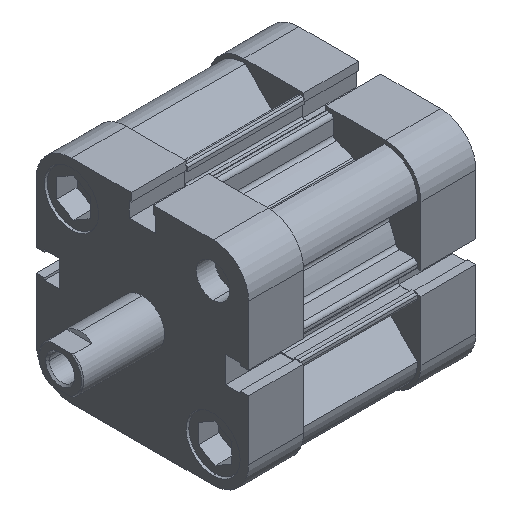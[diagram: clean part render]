
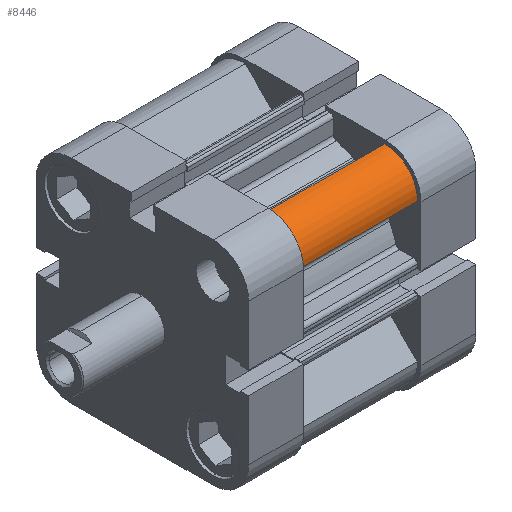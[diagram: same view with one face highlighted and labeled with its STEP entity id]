
A CAD part, isometric view. The second image highlights one B-rep face of the part: STEP entity #8446.
In plain terms, the highlighted cylindrical face has radius 8.5 mm (diameter 17 mm), a partial arc.
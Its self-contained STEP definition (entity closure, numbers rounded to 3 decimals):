
#1030 = CARTESIAN_POINT ( 'NONE',  ( 19., -19., 31.5 ) ) ;
#1051 = DIRECTION ( 'NONE',  ( 0., 0., -1. ) ) ;
#1053 = DIRECTION ( 'NONE',  ( -1., 0., 0. ) ) ;
#1555 = EDGE_CURVE ( 'NONE', #3660, #3808, #8159, .T. ) ;
#1650 = EDGE_CURVE ( 'NONE', #3660, #7627, #9640, .T. ) ;
#1710 = EDGE_CURVE ( 'NONE', #3808, #8312, #9546, .T. ) ;
#1717 = EDGE_CURVE ( 'NONE', #7627, #8312, #9453, .T. ) ;
#2231 = AXIS2_PLACEMENT_3D ( 'NONE', #5927, #5942, #6207 ) ;
#2323 = AXIS2_PLACEMENT_3D ( 'NONE', #6098, #7555, #7557 ) ;
#2563 = AXIS2_PLACEMENT_3D ( 'NONE', #1030, #1051, #1053 ) ;
#3660 = VERTEX_POINT ( 'NONE', #4510 ) ;
#3808 = VERTEX_POINT ( 'NONE', #5088 ) ;
#4510 = CARTESIAN_POINT ( 'NONE',  ( 18.654, -27.493, 31.5 ) ) ;
#5033 = CARTESIAN_POINT ( 'NONE',  ( 27.493, -18.654, 0. ) ) ;
#5088 = CARTESIAN_POINT ( 'NONE',  ( 27.493, -18.654, 31.5 ) ) ;
#5237 = CARTESIAN_POINT ( 'NONE',  ( 18.654, -27.493, 0. ) ) ;
#5407 = FACE_OUTER_BOUND ( 'NONE', #7864, .T. ) ;
#5415 = CYLINDRICAL_SURFACE ( 'NONE', #2563, 8.5 ) ;
#5927 = CARTESIAN_POINT ( 'NONE',  ( 19., -19., 0. ) ) ;
#5942 = DIRECTION ( 'NONE',  ( 0., 0., 1. ) ) ;
#6098 = CARTESIAN_POINT ( 'NONE',  ( 19., -19., 31.5 ) ) ;
#6113 = CARTESIAN_POINT ( 'NONE',  ( 27.493, -18.654, 31.5 ) ) ;
#6186 = DIRECTION ( 'NONE',  ( 0., 0., -1. ) ) ;
#6207 = DIRECTION ( 'NONE',  ( -1., 0., 0. ) ) ;
#6878 = CARTESIAN_POINT ( 'NONE',  ( 18.654, -27.493, 31.5 ) ) ;
#7373 = DIRECTION ( 'NONE',  ( 0., 0., -1. ) ) ;
#7555 = DIRECTION ( 'NONE',  ( 0., 0., 1. ) ) ;
#7557 = DIRECTION ( 'NONE',  ( -1., 0., 0. ) ) ;
#7573 = ORIENTED_EDGE ( 'NONE', *, *, #1717, .T. ) ;
#7574 = ORIENTED_EDGE ( 'NONE', *, *, #1555, .F. ) ;
#7575 = ORIENTED_EDGE ( 'NONE', *, *, #1650, .T. ) ;
#7581 = ORIENTED_EDGE ( 'NONE', *, *, #1710, .F. ) ;
#7627 = VERTEX_POINT ( 'NONE', #5237 ) ;
#7864 = EDGE_LOOP ( 'NONE', ( #7573, #7581, #7574, #7575 ) ) ;
#8159 = CIRCLE ( 'NONE', #2323, 8.5 ) ;
#8312 = VERTEX_POINT ( 'NONE', #5033 ) ;
#8446 = ADVANCED_FACE ( 'NONE', ( #5407 ), #5415, .T. ) ;
#9422 = VECTOR ( 'NONE', #6186, 1000. ) ;
#9453 = CIRCLE ( 'NONE', #2231, 8.5 ) ;
#9546 = LINE ( 'NONE', #6113, #9422 ) ;
#9614 = VECTOR ( 'NONE', #7373, 1000. ) ;
#9640 = LINE ( 'NONE', #6878, #9614 ) ;
